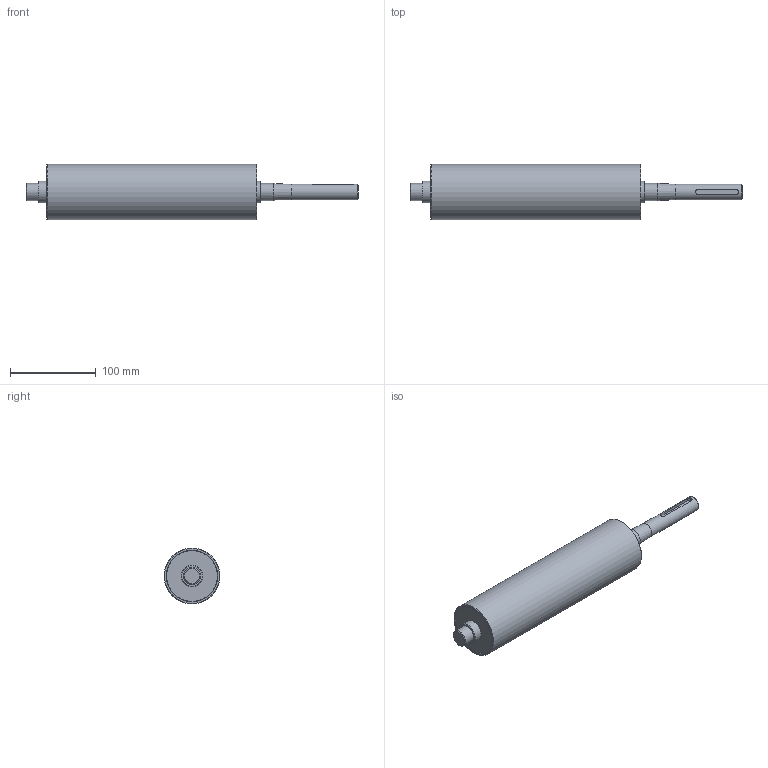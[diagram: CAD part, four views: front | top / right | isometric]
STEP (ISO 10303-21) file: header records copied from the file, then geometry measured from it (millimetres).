
FILE_DESCRIPTION((''),'2;1');
FILE_NAME('906066.stp','2014-01-26T14:24:08',('Honza'),(''),'Autodesk Inventor 2011','Autodesk Inventor 2011','');
FILE_SCHEMA(('AUTOMOTIVE_DESIGN { 1 0 10303 214 1 1 1 1 }'));
Length unit declared in the file: millimetre
Products named in the file (4): 906066; 65-čep II; 65-čep I; Trubka_d65_001
Assembly tree (3 placements, depth 2):
  906066
    65-čep II
    65-čep I
    Trubka_d65_001
Bounding box: 387 x 65 x 65 mm (x, y, z)
Volume: 317798.1 mm3; surface area: 121603.7 mm2
Topology: 3 solids, 3 shells, 36 faces, 62 edges, 39 vertices
Faces by surface type: plane 15, cylinder 13, cone 8
Full cylindrical faces by diameter (mm): 18 x1, 20 x2, 25 x2, 57 x1, 59 x4, 65 x1
Entity records: 919 total; most frequent: CARTESIAN_POINT 161, DIRECTION 156, ORIENTED_EDGE 86, AXIS2_PLACEMENT_3D 74, EDGE_LOOP 64, EDGE_CURVE 43, VERTEX_POINT 39, FACE_OUTER_BOUND 36
